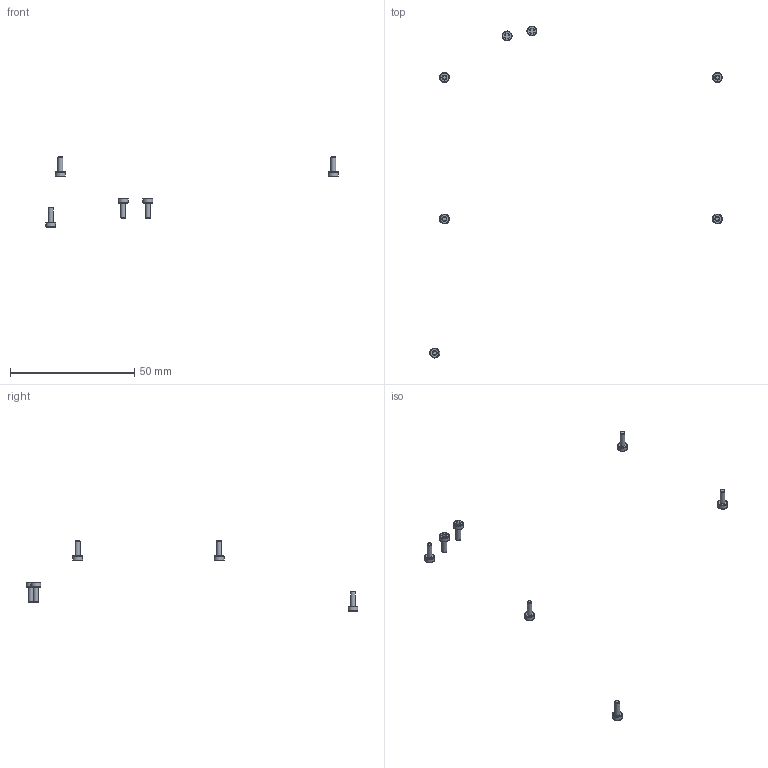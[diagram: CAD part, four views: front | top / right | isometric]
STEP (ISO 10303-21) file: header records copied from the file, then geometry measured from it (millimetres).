
FILE_DESCRIPTION(/* description */ (''),/* implementation_level */ '2;1');
FILE_NAME(/* name */ 'MF-04 screw_m2x6',/* time_stamp */ '2025-01-14T18:51:34-08:00',/* author */ (''),/* organization */ (''),/* preprocessor_version */ 'ST-DEVELOPER v16.5',/* originating_system */ 'Rhino 7.37',/* authorisation */ '');
FILE_SCHEMA (('CONFIG_CONTROL_DESIGN'));
Length unit declared in the file: millimetre
Products named in the file (1): Document
Bounding box: 117.93 x 133.78 x 28.36 mm (x, y, z)
Volume: 288.3 mm3; surface area: 631.7 mm2
Topology: 7 solids, 7 shells, 147 faces, 294 edges, 175 vertices
Faces by surface type: plane 70, cylinder 56, bspline 21
Full cylindrical faces by diameter (mm): 2 x7, 4 x7
Entity records: 4432 total; most frequent: CARTESIAN_POINT 2242, ORIENTED_EDGE 588, EDGE_CURVE 294, B_SPLINE_CURVE_WITH_KNOTS 182, VERTEX_POINT 175, EDGE_LOOP 161, ADVANCED_FACE 147, FACE_OUTER_BOUND 147
